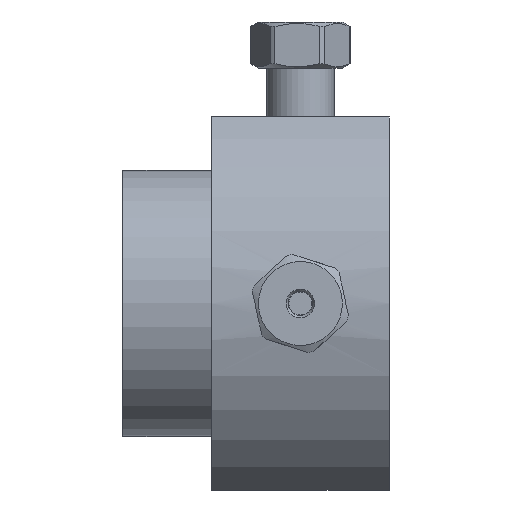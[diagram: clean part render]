
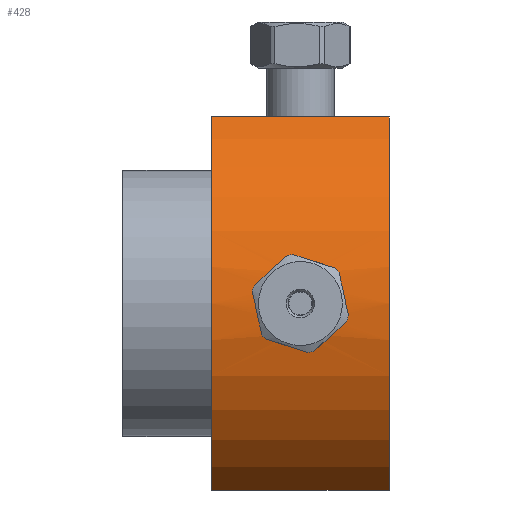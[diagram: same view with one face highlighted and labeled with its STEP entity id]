
A CAD part, front view. The second image highlights one B-rep face of the part: STEP entity #428.
In plain terms, the highlighted cylindrical face has radius 15.875 mm (diameter 31.75 mm), a partial arc.
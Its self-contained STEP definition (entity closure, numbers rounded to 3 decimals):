
#210=CARTESIAN_POINT('',(6.35,-8.614,-13.335));
#211=VERTEX_POINT('',#210);
#219=CARTESIAN_POINT('',(19.05,-8.614,-13.335));
#220=VERTEX_POINT('',#219);
#227=CARTESIAN_POINT('',(6.35,-8.614,-13.335));
#228=DIRECTION('',(1.0,0.0,0.0));
#229=VECTOR('',#228,12.7);
#230=LINE('',#227,#229);
#231=EDGE_CURVE('',#211,#220,#230,.T.);
#241=CARTESIAN_POINT('',(6.35,-8.614,13.335));
#242=VERTEX_POINT('',#241);
#251=CARTESIAN_POINT('',(19.05,-8.614,13.335));
#252=VERTEX_POINT('',#251);
#253=CARTESIAN_POINT('',(19.05,-8.614,13.335));
#254=DIRECTION('',(-1.0,0.0,0.0));
#255=VECTOR('',#254,12.7);
#256=LINE('',#253,#255);
#257=EDGE_CURVE('',#252,#242,#256,.T.);
#308=CARTESIAN_POINT('',(19.05,0.,0.0));
#309=DIRECTION('',(1.0,0.0,0.0));
#310=DIRECTION('',(0.0,1.0,0.0));
#311=AXIS2_PLACEMENT_3D('',#308,#309,#310);
#312=CIRCLE('',#311,15.875);
#313=EDGE_CURVE('',#252,#220,#312,.T.);
#341=CARTESIAN_POINT('',(6.35,0.,0.0));
#342=DIRECTION('',(1.0,0.0,0.0));
#343=DIRECTION('',(0.0,1.0,0.0));
#344=AXIS2_PLACEMENT_3D('',#341,#342,#343);
#345=CIRCLE('',#344,15.875);
#346=EDGE_CURVE('',#242,#211,#345,.T.);
#368=CARTESIAN_POINT('',(12.7,0.,0.0));
#369=DIRECTION('',(1.0,0.,0.0));
#370=DIRECTION('',(0.0,1.0,0.0));
#371=AXIS2_PLACEMENT_3D('',#368,#369,#370);
#372=CYLINDRICAL_SURFACE('',#371,15.875);
#373=ORIENTED_EDGE('',*,*,#257,.T.);
#374=ORIENTED_EDGE('',*,*,#346,.T.);
#375=ORIENTED_EDGE('',*,*,#231,.T.);
#376=ORIENTED_EDGE('',*,*,#313,.F.);
#377=EDGE_LOOP('',(#373,#374,#375,#376));
#378=FACE_OUTER_BOUND('',#377,.T.);
#379=CARTESIAN_POINT('',(10.25,-15.875,0.0));
#380=VERTEX_POINT('',#379);
#381=CARTESIAN_POINT('',(15.15,-15.875,0.0));
#382=VERTEX_POINT('',#381);
#383=CARTESIAN_POINT('',(10.25,-15.875,0.));
#384=CARTESIAN_POINT('',(10.25,-15.875,0.3));
#385=CARTESIAN_POINT('',(10.318,-15.866,0.617));
#386=CARTESIAN_POINT('',(10.584,-15.833,1.192));
#387=CARTESIAN_POINT('',(10.782,-15.81,1.449));
#388=CARTESIAN_POINT('',(11.225,-15.769,1.845));
#389=CARTESIAN_POINT('',(11.498,-15.747,2.012));
#390=CARTESIAN_POINT('',(12.088,-15.718,2.232));
#391=CARTESIAN_POINT('',(12.405,-15.71,2.285));
#392=CARTESIAN_POINT('',(12.7,-15.71,2.285));
#393=CARTESIAN_POINT('',(12.995,-15.71,2.285));
#394=CARTESIAN_POINT('',(13.312,-15.718,2.232));
#395=CARTESIAN_POINT('',(13.902,-15.747,2.012));
#396=CARTESIAN_POINT('',(14.175,-15.769,1.845));
#397=CARTESIAN_POINT('',(14.618,-15.81,1.449));
#398=CARTESIAN_POINT('',(14.816,-15.833,1.192));
#399=CARTESIAN_POINT('',(15.082,-15.866,0.617));
#400=CARTESIAN_POINT('',(15.15,-15.875,0.3));
#401=CARTESIAN_POINT('',(15.15,-15.875,0.));
#402=B_SPLINE_CURVE_WITH_KNOTS('',3,(#383,#384,#385,#386,#387,#388,#389,#390,#391,#392,#393,#394,#395,#396,#397,#398,#399,#400,#401),.UNSPECIFIED.,.F.,.U.,(4,2,2,2,3,2,2,2,4),(1.072,1.162,1.252,1.341,1.429,1.518,1.606,1.696,1.786),.UNSPECIFIED.);
#403=EDGE_CURVE('',#380,#382,#402,.T.);
#404=ORIENTED_EDGE('',*,*,#403,.T.);
#405=CARTESIAN_POINT('',(15.15,-15.875,0.));
#406=CARTESIAN_POINT('',(15.15,-15.875,-0.3));
#407=CARTESIAN_POINT('',(15.082,-15.866,-0.617));
#408=CARTESIAN_POINT('',(14.816,-15.833,-1.192));
#409=CARTESIAN_POINT('',(14.618,-15.81,-1.449));
#410=CARTESIAN_POINT('',(14.175,-15.769,-1.845));
#411=CARTESIAN_POINT('',(13.902,-15.747,-2.012));
#412=CARTESIAN_POINT('',(13.312,-15.718,-2.232));
#413=CARTESIAN_POINT('',(12.995,-15.71,-2.285));
#414=CARTESIAN_POINT('',(12.405,-15.71,-2.285));
#415=CARTESIAN_POINT('',(12.088,-15.718,-2.232));
#416=CARTESIAN_POINT('',(11.498,-15.747,-2.012));
#417=CARTESIAN_POINT('',(11.225,-15.769,-1.845));
#418=CARTESIAN_POINT('',(10.782,-15.81,-1.449));
#419=CARTESIAN_POINT('',(10.584,-15.833,-1.192));
#420=CARTESIAN_POINT('',(10.318,-15.866,-0.617));
#421=CARTESIAN_POINT('',(10.25,-15.875,-0.3));
#422=CARTESIAN_POINT('',(10.25,-15.875,0.));
#423=B_SPLINE_CURVE_WITH_KNOTS('',3,(#405,#406,#407,#408,#409,#410,#411,#412,#413,#414,#415,#416,#417,#418,#419,#420,#421,#422),.UNSPECIFIED.,.F.,.U.,(4,2,2,2,2,2,2,2,4),(0.357,0.447,0.537,0.626,0.715,0.803,0.892,0.982,1.072),.UNSPECIFIED.);
#424=EDGE_CURVE('',#382,#380,#423,.T.);
#425=ORIENTED_EDGE('',*,*,#424,.T.);
#426=EDGE_LOOP('',(#404,#425));
#427=FACE_BOUND('',#426,.T.);
#428=ADVANCED_FACE('',(#378,#427),#372,.T.);
